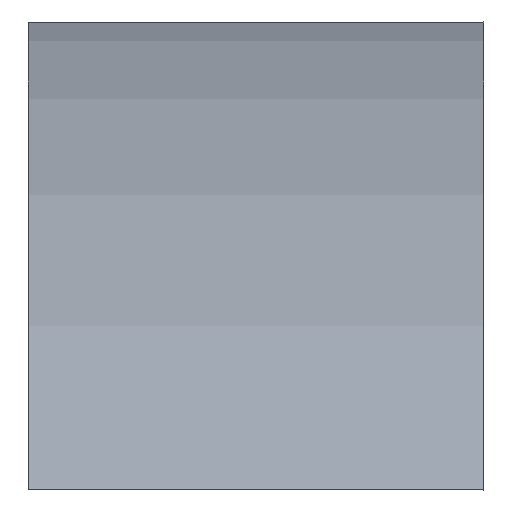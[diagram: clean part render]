
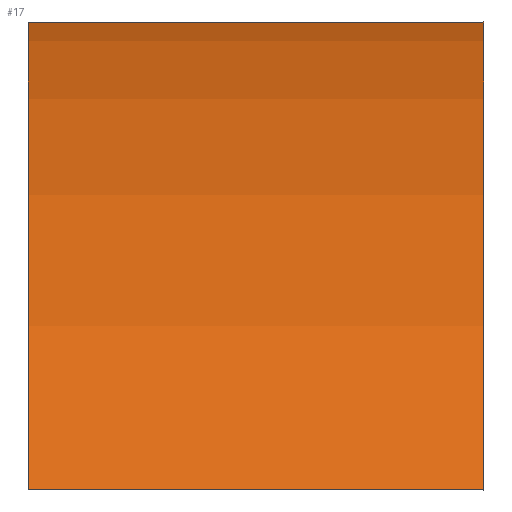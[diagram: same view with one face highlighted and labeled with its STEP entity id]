
A CAD part, left-side view. The second image highlights one B-rep face of the part: STEP entity #17.
In plain terms, the highlighted cylindrical face has radius 17.997 mm (diameter 35.994 mm), a partial arc.
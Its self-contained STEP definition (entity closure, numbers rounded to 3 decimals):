
#17 = ADVANCED_FACE('',(#18),#32,.T.);
#18 = FACE_BOUND('',#19,.T.);
#19 = EDGE_LOOP('',(#20,#65,#104,#142));
#20 = ORIENTED_EDGE('',*,*,#21,.F.);
#21 = EDGE_CURVE('',#22,#24,#26,.T.);
#22 = VERTEX_POINT('',#23);
#23 = CARTESIAN_POINT('',(-11.143,-1.882,
    0.));
#24 = VERTEX_POINT('',#25);
#25 = CARTESIAN_POINT('',(-11.143,1.882,
    0.));
#26 = SURFACE_CURVE('',#27,(#31),.PCURVE_S1.);
#27 = LINE('',#28,#29);
#28 = CARTESIAN_POINT('',(-11.143,-1.882,
    0.));
#29 = VECTOR('',#30,1.);
#30 = DIRECTION('',(0.,1.,0.));
#31 = PCURVE('',#32,#37);
#32 = CYLINDRICAL_SURFACE('',#33,17.997);
#33 = AXIS2_PLACEMENT_3D('',#34,#35,#36);
#34 = CARTESIAN_POINT('',(0.,0.,
    -14.133));
#35 = DIRECTION('',(0.,-1.,0.));
#36 = DIRECTION('',(0.619,0.,0.785));
#37 = DEFINITIONAL_REPRESENTATION('',(#38),#64);
#38 = B_SPLINE_CURVE_WITH_KNOTS('',3,(#39,#40,#41,#42,#43,#44,#45,#46,
    #47,#48,#49,#50,#51,#52,#53,#54,#55,#56,#57,#58,#59,#60,#61,#62,#63)
  ,.UNSPECIFIED.,.F.,.F.,(4,1,1,1,1,1,1,1,1,1,1,1,1,1,1,1,1,1,1,1,1,1,4)
  ,(-0.,0.171,0.342,0.513,0.684,
    0.855,1.027,1.198,1.369,
    1.54,1.711,1.882,2.053,
    2.224,2.395,2.566,2.737,
    2.908,3.08,3.251,3.422,
    3.593,3.764),.QUASI_UNIFORM_KNOTS.);
#39 = CARTESIAN_POINT('',(1.335,1.882));
#40 = CARTESIAN_POINT('',(1.335,1.825));
#41 = CARTESIAN_POINT('',(1.335,1.711));
#42 = CARTESIAN_POINT('',(1.335,1.54));
#43 = CARTESIAN_POINT('',(1.335,1.369));
#44 = CARTESIAN_POINT('',(1.335,1.198));
#45 = CARTESIAN_POINT('',(1.335,1.027));
#46 = CARTESIAN_POINT('',(1.335,0.855));
#47 = CARTESIAN_POINT('',(1.335,0.684));
#48 = CARTESIAN_POINT('',(1.335,0.513));
#49 = CARTESIAN_POINT('',(1.335,0.342));
#50 = CARTESIAN_POINT('',(1.335,0.171));
#51 = CARTESIAN_POINT('',(1.335,0.));
#52 = CARTESIAN_POINT('',(1.335,-0.171));
#53 = CARTESIAN_POINT('',(1.335,-0.342));
#54 = CARTESIAN_POINT('',(1.335,-0.513));
#55 = CARTESIAN_POINT('',(1.335,-0.684));
#56 = CARTESIAN_POINT('',(1.335,-0.855));
#57 = CARTESIAN_POINT('',(1.335,-1.027));
#58 = CARTESIAN_POINT('',(1.335,-1.198));
#59 = CARTESIAN_POINT('',(1.335,-1.369));
#60 = CARTESIAN_POINT('',(1.335,-1.54));
#61 = CARTESIAN_POINT('',(1.335,-1.711));
#62 = CARTESIAN_POINT('',(1.335,-1.825));
#63 = CARTESIAN_POINT('',(1.335,-1.882));
#64 = ( GEOMETRIC_REPRESENTATION_CONTEXT(2) 
PARAMETRIC_REPRESENTATION_CONTEXT() REPRESENTATION_CONTEXT('2D SPACE',''
  ) );
#65 = ORIENTED_EDGE('',*,*,#66,.F.);
#66 = EDGE_CURVE('',#67,#22,#69,.T.);
#67 = VERTEX_POINT('',#68);
#68 = CARTESIAN_POINT('',(11.143,-1.882,
    0.));
#69 = SURFACE_CURVE('',#70,(#75),.PCURVE_S1.);
#70 = CIRCLE('',#71,17.997);
#71 = AXIS2_PLACEMENT_3D('',#72,#73,#74);
#72 = CARTESIAN_POINT('',(0.,-1.882,
    -14.133));
#73 = DIRECTION('',(0.,-1.,0.));
#74 = DIRECTION('',(0.619,0.,0.785));
#75 = PCURVE('',#32,#76);
#76 = DEFINITIONAL_REPRESENTATION('',(#77),#103);
#77 = B_SPLINE_CURVE_WITH_KNOTS('',3,(#78,#79,#80,#81,#82,#83,#84,#85,
    #86,#87,#88,#89,#90,#91,#92,#93,#94,#95,#96,#97,#98,#99,#100,#101,
    #102),.UNSPECIFIED.,.F.,.F.,(4,1,1,1,1,1,1,1,1,1,1,1,1,1,1,1,1,1,1,1
    ,1,1,4),(0.,0.061,0.121,0.182,
    0.243,0.303,0.364,0.425,
    0.486,0.546,0.607,0.668,
    0.728,0.789,0.85,0.91,
    0.971,1.032,1.093,1.153,
    1.214,1.275,1.335),
  .QUASI_UNIFORM_KNOTS.);
#78 = CARTESIAN_POINT('',(0.,1.882));
#79 = CARTESIAN_POINT('',(0.02,1.882));
#80 = CARTESIAN_POINT('',(0.061,1.882));
#81 = CARTESIAN_POINT('',(0.121,1.882));
#82 = CARTESIAN_POINT('',(0.182,1.882));
#83 = CARTESIAN_POINT('',(0.243,1.882));
#84 = CARTESIAN_POINT('',(0.303,1.882));
#85 = CARTESIAN_POINT('',(0.364,1.882));
#86 = CARTESIAN_POINT('',(0.425,1.882));
#87 = CARTESIAN_POINT('',(0.486,1.882));
#88 = CARTESIAN_POINT('',(0.546,1.882));
#89 = CARTESIAN_POINT('',(0.607,1.882));
#90 = CARTESIAN_POINT('',(0.668,1.882));
#91 = CARTESIAN_POINT('',(0.728,1.882));
#92 = CARTESIAN_POINT('',(0.789,1.882));
#93 = CARTESIAN_POINT('',(0.85,1.882));
#94 = CARTESIAN_POINT('',(0.91,1.882));
#95 = CARTESIAN_POINT('',(0.971,1.882));
#96 = CARTESIAN_POINT('',(1.032,1.882));
#97 = CARTESIAN_POINT('',(1.093,1.882));
#98 = CARTESIAN_POINT('',(1.153,1.882));
#99 = CARTESIAN_POINT('',(1.214,1.882));
#100 = CARTESIAN_POINT('',(1.275,1.882));
#101 = CARTESIAN_POINT('',(1.315,1.882));
#102 = CARTESIAN_POINT('',(1.335,1.882));
#103 = ( GEOMETRIC_REPRESENTATION_CONTEXT(2) 
PARAMETRIC_REPRESENTATION_CONTEXT() REPRESENTATION_CONTEXT('2D SPACE',''
  ) );
#104 = ORIENTED_EDGE('',*,*,#105,.F.);
#105 = EDGE_CURVE('',#106,#67,#108,.T.);
#106 = VERTEX_POINT('',#107);
#107 = CARTESIAN_POINT('',(11.143,1.882,
    0.));
#108 = SURFACE_CURVE('',#109,(#113),.PCURVE_S1.);
#109 = LINE('',#110,#111);
#110 = CARTESIAN_POINT('',(11.143,1.882,
    0.));
#111 = VECTOR('',#112,1.);
#112 = DIRECTION('',(0.,-1.,0.));
#113 = PCURVE('',#32,#114);
#114 = DEFINITIONAL_REPRESENTATION('',(#115),#141);
#115 = B_SPLINE_CURVE_WITH_KNOTS('',3,(#116,#117,#118,#119,#120,#121,
    #122,#123,#124,#125,#126,#127,#128,#129,#130,#131,#132,#133,#134,
    #135,#136,#137,#138,#139,#140),.UNSPECIFIED.,.F.,.F.,(4,1,1,1,1,1,1,
    1,1,1,1,1,1,1,1,1,1,1,1,1,1,1,4),(0.,0.171,0.342,
    0.513,0.684,0.855,1.027,
    1.198,1.369,1.54,1.711,
    1.882,2.053,2.224,2.395,
    2.566,2.737,2.908,3.08,
    3.251,3.422,3.593,3.764),
  .QUASI_UNIFORM_KNOTS.);
#116 = CARTESIAN_POINT('',(0.,-1.882));
#117 = CARTESIAN_POINT('',(0.,-1.825));
#118 = CARTESIAN_POINT('',(0.,-1.711));
#119 = CARTESIAN_POINT('',(0.,-1.54));
#120 = CARTESIAN_POINT('',(0.,-1.369));
#121 = CARTESIAN_POINT('',(0.,-1.198));
#122 = CARTESIAN_POINT('',(0.,-1.027));
#123 = CARTESIAN_POINT('',(0.,-0.855));
#124 = CARTESIAN_POINT('',(0.,-0.684));
#125 = CARTESIAN_POINT('',(0.,-0.513));
#126 = CARTESIAN_POINT('',(0.,-0.342));
#127 = CARTESIAN_POINT('',(0.,-0.171));
#128 = CARTESIAN_POINT('',(0.,0.));
#129 = CARTESIAN_POINT('',(0.,0.171));
#130 = CARTESIAN_POINT('',(0.,0.342));
#131 = CARTESIAN_POINT('',(0.,0.513));
#132 = CARTESIAN_POINT('',(0.,0.684));
#133 = CARTESIAN_POINT('',(0.,0.855));
#134 = CARTESIAN_POINT('',(0.,1.027));
#135 = CARTESIAN_POINT('',(0.,1.198));
#136 = CARTESIAN_POINT('',(0.,1.369));
#137 = CARTESIAN_POINT('',(0.,1.54));
#138 = CARTESIAN_POINT('',(0.,1.711));
#139 = CARTESIAN_POINT('',(0.,1.825));
#140 = CARTESIAN_POINT('',(0.,1.882));
#141 = ( GEOMETRIC_REPRESENTATION_CONTEXT(2) 
PARAMETRIC_REPRESENTATION_CONTEXT() REPRESENTATION_CONTEXT('2D SPACE',''
  ) );
#142 = ORIENTED_EDGE('',*,*,#143,.F.);
#143 = EDGE_CURVE('',#24,#106,#144,.T.);
#144 = SURFACE_CURVE('',#145,(#150),.PCURVE_S1.);
#145 = CIRCLE('',#146,17.997);
#146 = AXIS2_PLACEMENT_3D('',#147,#148,#149);
#147 = CARTESIAN_POINT('',(0.,1.882,
    -14.133));
#148 = DIRECTION('',(0.,1.,0.));
#149 = DIRECTION('',(-0.619,0.,0.785)
  );
#150 = PCURVE('',#32,#151);
#151 = DEFINITIONAL_REPRESENTATION('',(#152),#178);
#152 = B_SPLINE_CURVE_WITH_KNOTS('',3,(#153,#154,#155,#156,#157,#158,
    #159,#160,#161,#162,#163,#164,#165,#166,#167,#168,#169,#170,#171,
    #172,#173,#174,#175,#176,#177),.UNSPECIFIED.,.F.,.F.,(4,1,1,1,1,1,1,
    1,1,1,1,1,1,1,1,1,1,1,1,1,1,1,4),(0.,0.061,
    0.121,0.182,0.243,0.303,
    0.364,0.425,0.486,0.546,
    0.607,0.668,0.728,0.789,
    0.85,0.91,0.971,1.032,
    1.093,1.153,1.214,1.275,
    1.335),.QUASI_UNIFORM_KNOTS.);
#153 = CARTESIAN_POINT('',(1.335,-1.882));
#154 = CARTESIAN_POINT('',(1.315,-1.882));
#155 = CARTESIAN_POINT('',(1.275,-1.882));
#156 = CARTESIAN_POINT('',(1.214,-1.882));
#157 = CARTESIAN_POINT('',(1.153,-1.882));
#158 = CARTESIAN_POINT('',(1.093,-1.882));
#159 = CARTESIAN_POINT('',(1.032,-1.882));
#160 = CARTESIAN_POINT('',(0.971,-1.882));
#161 = CARTESIAN_POINT('',(0.91,-1.882));
#162 = CARTESIAN_POINT('',(0.85,-1.882));
#163 = CARTESIAN_POINT('',(0.789,-1.882));
#164 = CARTESIAN_POINT('',(0.728,-1.882));
#165 = CARTESIAN_POINT('',(0.668,-1.882));
#166 = CARTESIAN_POINT('',(0.607,-1.882));
#167 = CARTESIAN_POINT('',(0.546,-1.882));
#168 = CARTESIAN_POINT('',(0.486,-1.882));
#169 = CARTESIAN_POINT('',(0.425,-1.882));
#170 = CARTESIAN_POINT('',(0.364,-1.882));
#171 = CARTESIAN_POINT('',(0.303,-1.882));
#172 = CARTESIAN_POINT('',(0.243,-1.882));
#173 = CARTESIAN_POINT('',(0.182,-1.882));
#174 = CARTESIAN_POINT('',(0.121,-1.882));
#175 = CARTESIAN_POINT('',(0.061,-1.882));
#176 = CARTESIAN_POINT('',(0.02,-1.882));
#177 = CARTESIAN_POINT('',(0.,-1.882));
#178 = ( GEOMETRIC_REPRESENTATION_CONTEXT(2) 
PARAMETRIC_REPRESENTATION_CONTEXT() REPRESENTATION_CONTEXT('2D SPACE',''
  ) );
